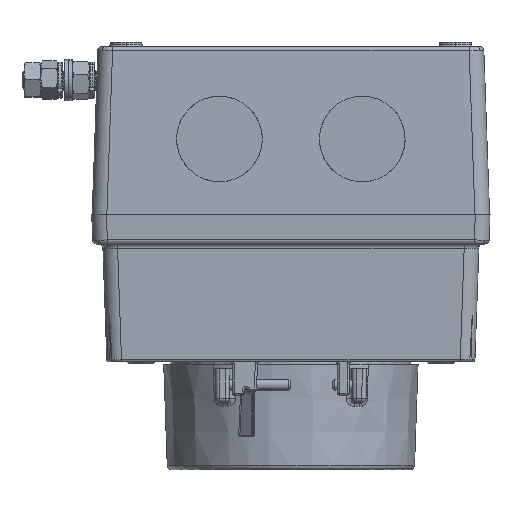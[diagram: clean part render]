
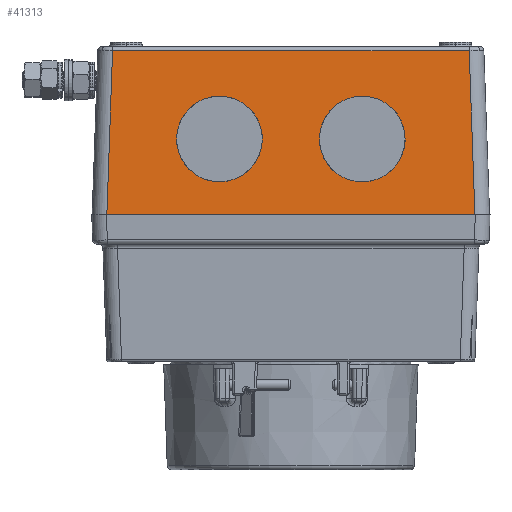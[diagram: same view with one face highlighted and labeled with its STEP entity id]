
A CAD part, front view. The second image highlights one B-rep face of the part: STEP entity #41313.
In plain terms, the highlighted planar face has unit normal (0, -0.999, 0.035).
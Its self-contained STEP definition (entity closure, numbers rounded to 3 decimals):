
#588 = EDGE_CURVE ( 'NONE', #45720, #29155, #10389, .T. ) ;
#1195 = CARTESIAN_POINT ( 'NONE',  ( -43.802, -48.8, -41. ) ) ;
#1542 = EDGE_LOOP ( 'NONE', ( #31473, #38422 ) ) ;
#1859 = EDGE_CURVE ( 'NONE', #22180, #31236, #27972, .T. ) ;
#2015 = DIRECTION ( 'NONE',  ( -1., 0., 0. ) ) ;
#2174 = CARTESIAN_POINT ( 'NONE',  ( -17., -47.815, -12.8 ) ) ;
#3544 = CARTESIAN_POINT ( 'NONE',  ( 17., -48.528, -33.2 ) ) ;
#5229 = ORIENTED_EDGE ( 'NONE', *, *, #39169, .T. ) ;
#5379 = ORIENTED_EDGE ( 'NONE', *, *, #9582, .T. ) ;
#5425 = DIRECTION ( 'NONE',  ( -1., 0., 0. ) ) ;
#5914 = CARTESIAN_POINT ( 'NONE',  ( -17., -48.528, -33.2 ) ) ;
#6259 = DIRECTION ( 'NONE',  ( 0., 0.035, 0.999 ) ) ;
#7677 = ORIENTED_EDGE ( 'NONE', *, *, #588, .T. ) ;
#8469 = CARTESIAN_POINT ( 'NONE',  ( -42.405, -47.437, -1.965 ) ) ;
#8709 = ORIENTED_EDGE ( 'NONE', *, *, #45619, .T. ) ;
#9582 = EDGE_CURVE ( 'NONE', #31236, #22180, #17803, .T. ) ;
#10389 = LINE ( 'NONE', #42523, #35735 ) ;
#10411 = PLANE ( 'NONE',  #28436 ) ;
#11918 = EDGE_CURVE ( 'NONE', #35707, #12538, #22534, .T. ) ;
#12538 = VERTEX_POINT ( 'NONE', #25519 ) ;
#13951 = CARTESIAN_POINT ( 'NONE',  ( 17., -47.815, -12.8 ) ) ;
#14250 = CARTESIAN_POINT ( 'NONE',  ( -17., -48.528, -33.2 ) ) ;
#15801 = CARTESIAN_POINT ( 'NONE',  ( 3.4, -47.815, -12.8 ) ) ;
#16259 = CARTESIAN_POINT ( 'NONE',  ( -17., -48.528, -33.2 ) ) ;
#16354 = VERTEX_POINT ( 'NONE', #1195 ) ;
#16723 =( BOUNDED_CURVE ( )  B_SPLINE_CURVE ( 3, ( #26245, #22782, #40099, #33623 ),
 .UNSPECIFIED., .F., .T. ) 
 B_SPLINE_CURVE_WITH_KNOTS ( ( 4, 4 ),
 ( 0., 3.142 ),
 .UNSPECIFIED. ) 
 CURVE ( )  GEOMETRIC_REPRESENTATION_ITEM ( )  RATIONAL_B_SPLINE_CURVE ( ( 1., 0.333, 0.333, 1. ) ) 
 REPRESENTATION_ITEM ( '' )  );
#17362 = DIRECTION ( 'NONE',  ( 0., -0.999, 0.035 ) ) ;
#17803 =( BOUNDED_CURVE ( )  B_SPLINE_CURVE ( 3, ( #5914, #20255, #30178, #44282 ),
 .UNSPECIFIED., .F., .T. ) 
 B_SPLINE_CURVE_WITH_KNOTS ( ( 4, 4 ),
 ( 3.142, 6.283 ),
 .UNSPECIFIED. ) 
 CURVE ( )  GEOMETRIC_REPRESENTATION_ITEM ( )  RATIONAL_B_SPLINE_CURVE ( ( 1., 0.333, 0.333, 1. ) ) 
 REPRESENTATION_ITEM ( '' )  );
#18511 = CARTESIAN_POINT ( 'NONE',  ( 17., -48.528, -33.2 ) ) ;
#19353 = LINE ( 'NONE', #8469, #31158 ) ;
#19570 = VECTOR ( 'NONE', #44856, 1000. ) ;
#20255 = CARTESIAN_POINT ( 'NONE',  ( -37.4, -48.528, -33.2 ) ) ;
#20700 = ORIENTED_EDGE ( 'NONE', *, *, #1859, .T. ) ;
#21054 = CARTESIAN_POINT ( 'NONE',  ( -47.3, -48.8, -41. ) ) ;
#21758 = CARTESIAN_POINT ( 'NONE',  ( -3.4, -47.815, -12.8 ) ) ;
#22180 = VERTEX_POINT ( 'NONE', #43826 ) ;
#22534 =( BOUNDED_CURVE ( )  B_SPLINE_CURVE ( 3, ( #18511, #24135, #21758, #13951 ),
 .UNSPECIFIED., .F., .T. ) 
 B_SPLINE_CURVE_WITH_KNOTS ( ( 4, 4 ),
 ( 3.142, 6.283 ),
 .UNSPECIFIED. ) 
 CURVE ( )  GEOMETRIC_REPRESENTATION_ITEM ( )  RATIONAL_B_SPLINE_CURVE ( ( 1., 0.333, 0.333, 1. ) ) 
 REPRESENTATION_ITEM ( '' )  );
#22782 = CARTESIAN_POINT ( 'NONE',  ( 37.4, -47.815, -12.8 ) ) ;
#24135 = CARTESIAN_POINT ( 'NONE',  ( -3.4, -48.528, -33.2 ) ) ;
#25318 = EDGE_LOOP ( 'NONE', ( #7677, #8709, #5229, #37501 ) ) ;
#25519 = CARTESIAN_POINT ( 'NONE',  ( 17., -47.815, -12.8 ) ) ;
#25790 = LINE ( 'NONE', #33398, #35759 ) ;
#26245 = CARTESIAN_POINT ( 'NONE',  ( 17., -47.815, -12.8 ) ) ;
#27041 = EDGE_CURVE ( 'NONE', #45720, #16354, #25790, .T. ) ;
#27095 = EDGE_CURVE ( 'NONE', #12538, #35707, #16723, .T. ) ;
#27097 = FACE_OUTER_BOUND ( 'NONE', #25318, .T. ) ;
#27542 = FACE_BOUND ( 'NONE', #37822, .T. ) ;
#27972 =( BOUNDED_CURVE ( )  B_SPLINE_CURVE ( 3, ( #2174, #15801, #37282, #16259 ),
 .UNSPECIFIED., .F., .T. ) 
 B_SPLINE_CURVE_WITH_KNOTS ( ( 4, 4 ),
 ( 0., 3.142 ),
 .UNSPECIFIED. ) 
 CURVE ( )  GEOMETRIC_REPRESENTATION_ITEM ( )  RATIONAL_B_SPLINE_CURVE ( ( 1., 0.333, 0.333, 1. ) ) 
 REPRESENTATION_ITEM ( '' )  );
#28436 = AXIS2_PLACEMENT_3D ( 'NONE', #21054, #17362, #6259 ) ;
#29155 = VERTEX_POINT ( 'NONE', #44143 ) ;
#29781 = VERTEX_POINT ( 'NONE', #34151 ) ;
#30178 = CARTESIAN_POINT ( 'NONE',  ( -37.4, -47.815, -12.8 ) ) ;
#30755 = CARTESIAN_POINT ( 'NONE',  ( -43.806, -48.804, -41.122 ) ) ;
#31158 = VECTOR ( 'NONE', #2015, 1000. ) ;
#31236 = VERTEX_POINT ( 'NONE', #14250 ) ;
#31473 = ORIENTED_EDGE ( 'NONE', *, *, #11918, .T. ) ;
#33398 = CARTESIAN_POINT ( 'NONE',  ( -47.3, -48.8, -41. ) ) ;
#33623 = CARTESIAN_POINT ( 'NONE',  ( 17., -48.528, -33.2 ) ) ;
#34151 = CARTESIAN_POINT ( 'NONE',  ( -42.439, -47.437, -1.965 ) ) ;
#35707 = VERTEX_POINT ( 'NONE', #3544 ) ;
#35735 = VECTOR ( 'NONE', #45515, 1000. ) ;
#35759 = VECTOR ( 'NONE', #5425, 1000. ) ;
#37282 = CARTESIAN_POINT ( 'NONE',  ( 3.4, -48.528, -33.2 ) ) ;
#37501 = ORIENTED_EDGE ( 'NONE', *, *, #27041, .F. ) ;
#37822 = EDGE_LOOP ( 'NONE', ( #5379, #20700 ) ) ;
#38422 = ORIENTED_EDGE ( 'NONE', *, *, #27095, .T. ) ;
#39169 = EDGE_CURVE ( 'NONE', #29781, #16354, #44397, .T. ) ;
#40099 = CARTESIAN_POINT ( 'NONE',  ( 37.4, -48.528, -33.2 ) ) ;
#41313 = ADVANCED_FACE ( 'NONE', ( #44635, #27097, #27542 ), #10411, .T. ) ;
#42523 = CARTESIAN_POINT ( 'NONE',  ( 43.691, -48.689, -37.826 ) ) ;
#43826 = CARTESIAN_POINT ( 'NONE',  ( -17., -47.815, -12.8 ) ) ;
#44143 = CARTESIAN_POINT ( 'NONE',  ( 42.439, -47.437, -1.965 ) ) ;
#44282 = CARTESIAN_POINT ( 'NONE',  ( -17., -47.815, -12.8 ) ) ;
#44397 = LINE ( 'NONE', #30755, #19570 ) ;
#44635 = FACE_BOUND ( 'NONE', #1542, .T. ) ;
#44856 = DIRECTION ( 'NONE',  ( -0.035, -0.035, -0.999 ) ) ;
#45207 = CARTESIAN_POINT ( 'NONE',  ( 43.802, -48.8, -41. ) ) ;
#45515 = DIRECTION ( 'NONE',  ( -0.035, 0.035, 0.999 ) ) ;
#45619 = EDGE_CURVE ( 'NONE', #29155, #29781, #19353, .T. ) ;
#45720 = VERTEX_POINT ( 'NONE', #45207 ) ;
